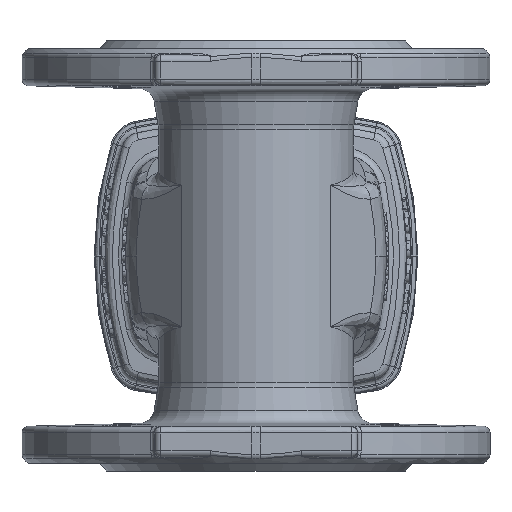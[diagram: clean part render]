
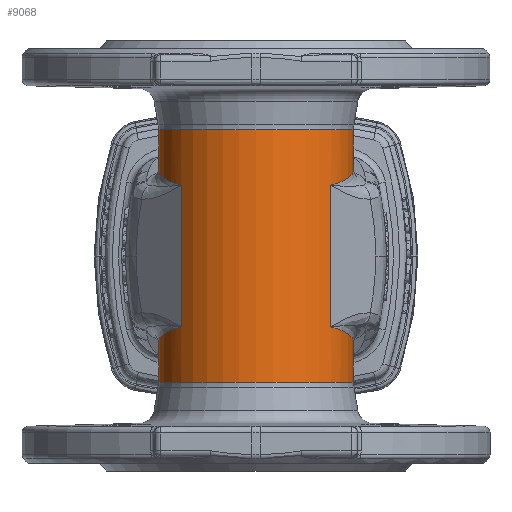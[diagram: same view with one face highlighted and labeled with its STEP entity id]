
A CAD part, front view. The second image highlights one B-rep face of the part: STEP entity #9068.
In plain terms, the highlighted cylindrical face has radius 38.5 mm (diameter 77 mm), a partial arc.
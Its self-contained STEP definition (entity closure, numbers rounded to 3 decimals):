
#517 = AXIS2_PLACEMENT_3D ( 'NONE', #104192, #33385, #113430 ) ;
#2119 = CARTESIAN_POINT ( 'NONE',  ( 29.493, -124.747, -257.536 ) ) ;
#3374 = CIRCLE ( 'NONE', #517, 38.5 ) ;
#6167 = LINE ( 'NONE', #73228, #110045 ) ;
#9068 = ADVANCED_FACE ( 'NONE', ( #88263 ), #61510, .T. ) ;
#9362 = VERTEX_POINT ( 'NONE', #77580 ) ;
#10542 = EDGE_CURVE ( 'NONE', #50062, #102039, #6167, .T. ) ;
#10692 = VECTOR ( 'NONE', #37413, 1000. ) ;
#11762 = CARTESIAN_POINT ( 'NONE',  ( 38.5, -100., 49.952 ) ) ;
#12226 = CARTESIAN_POINT ( 'NONE',  ( -38.5, -100., -33.762 ) ) ;
#12793 = CARTESIAN_POINT ( 'NONE',  ( 29.493, -124.747, -28. ) ) ;
#14658 = VERTEX_POINT ( 'NONE', #75580 ) ;
#15670 = CARTESIAN_POINT ( 'NONE',  ( -29.493, -124.747, -28. ) ) ;
#15988 = ORIENTED_EDGE ( 'NONE', *, *, #83528, .T. ) ;
#16164 = VERTEX_POINT ( 'NONE', #117963 ) ;
#16786 = VECTOR ( 'NONE', #22826, 1000. ) ;
#17818 = EDGE_LOOP ( 'NONE', ( #120768, #124361, #70267, #34099, #15988, #57464, #117045, #117626, #105576, #125248, #125507, #19076 ) ) ;
#19076 = ORIENTED_EDGE ( 'NONE', *, *, #55891, .F. ) ;
#19448 = CARTESIAN_POINT ( 'NONE',  ( -29.493, -124.747, 28. ) ) ;
#19810 = AXIS2_PLACEMENT_3D ( 'NONE', #125532, #45502, #84161 ) ;
#20630 = CARTESIAN_POINT ( 'NONE',  ( 0., -100., -257.536 ) ) ;
#22791 = CARTESIAN_POINT ( 'NONE',  ( -35.372, -117.741, -29.565 ) ) ;
#22826 = DIRECTION ( 'NONE',  ( 0., 0., 1. ) ) ;
#24120 =( BOUNDED_CURVE ( )  B_SPLINE_CURVE ( 3, ( #100139, #121702, #69813, #39937 ),
 .UNSPECIFIED., .F., .F. ) 
 B_SPLINE_CURVE_WITH_KNOTS ( ( 4, 4 ),
 ( 1.655, 2.353 ),
 .UNSPECIFIED. ) 
 CURVE ( )  GEOMETRIC_REPRESENTATION_ITEM ( )  RATIONAL_B_SPLINE_CURVE ( ( 1., 0.96, 0.96, 1. ) ) 
 REPRESENTATION_ITEM ( '' )  );
#26345 = VERTEX_POINT ( 'NONE', #11762 ) ;
#26796 = VECTOR ( 'NONE', #84483, 1000. ) ;
#28013 = LINE ( 'NONE', #67291, #10692 ) ;
#33385 = DIRECTION ( 'NONE',  ( 0., 0., -1. ) ) ;
#34099 = ORIENTED_EDGE ( 'NONE', *, *, #89041, .T. ) ;
#37413 = DIRECTION ( 'NONE',  ( 0., 0., 1. ) ) ;
#39186 = VERTEX_POINT ( 'NONE', #112291 ) ;
#39937 = CARTESIAN_POINT ( 'NONE',  ( 29.493, -124.747, -28. ) ) ;
#41328 = DIRECTION ( 'NONE',  ( 1., 0., 0. ) ) ;
#42471 = LINE ( 'NONE', #114386, #26796 ) ;
#43340 = CARTESIAN_POINT ( 'NONE',  ( -38.5, -109.146, 31.566 ) ) ;
#44148 =( BOUNDED_CURVE ( )  B_SPLINE_CURVE ( 3, ( #12226, #94458, #22791, #73357 ),
 .UNSPECIFIED., .F., .F. ) 
 B_SPLINE_CURVE_WITH_KNOTS ( ( 4, 4 ),
 ( 1.655, 2.353 ),
 .UNSPECIFIED. ) 
 CURVE ( )  GEOMETRIC_REPRESENTATION_ITEM ( )  RATIONAL_B_SPLINE_CURVE ( ( 1., 0.96, 0.96, 1. ) ) 
 REPRESENTATION_ITEM ( '' )  );
#45502 = DIRECTION ( 'NONE',  ( 0., 0., -1. ) ) ;
#46052 = VECTOR ( 'NONE', #113291, 1000. ) ;
#50062 = VERTEX_POINT ( 'NONE', #109592 ) ;
#52184 = CARTESIAN_POINT ( 'NONE',  ( -38.5, -100., 33.762 ) ) ;
#52484 = CARTESIAN_POINT ( 'NONE',  ( 29.493, -124.747, 28. ) ) ;
#55891 = EDGE_CURVE ( 'NONE', #129364, #101726, #44148, .T. ) ;
#57464 = ORIENTED_EDGE ( 'NONE', *, *, #60843, .F. ) ;
#60843 = EDGE_CURVE ( 'NONE', #76281, #14658, #71401, .T. ) ;
#61510 = CYLINDRICAL_SURFACE ( 'NONE', #66764, 38.5 ) ;
#62016 = CIRCLE ( 'NONE', #19810, 38.5 ) ;
#65538 = CARTESIAN_POINT ( 'NONE',  ( -38.5, -100., 49.952 ) ) ;
#66764 = AXIS2_PLACEMENT_3D ( 'NONE', #20630, #91024, #41328 ) ;
#67291 = CARTESIAN_POINT ( 'NONE',  ( -29.493, -124.747, -257.536 ) ) ;
#69813 = CARTESIAN_POINT ( 'NONE',  ( 35.372, -117.741, -29.565 ) ) ;
#70267 = ORIENTED_EDGE ( 'NONE', *, *, #79335, .T. ) ;
#70973 = LINE ( 'NONE', #86155, #97736 ) ;
#71401 =( BOUNDED_CURVE ( )  B_SPLINE_CURVE ( 3, ( #83643, #72231, #113987, #52484 ),
 .UNSPECIFIED., .F., .F. ) 
 B_SPLINE_CURVE_WITH_KNOTS ( ( 4, 4 ),
 ( 1.655, 2.353 ),
 .UNSPECIFIED. ) 
 CURVE ( )  GEOMETRIC_REPRESENTATION_ITEM ( )  RATIONAL_B_SPLINE_CURVE ( ( 1., 0.96, 0.96, 1. ) ) 
 REPRESENTATION_ITEM ( '' )  );
#72231 = CARTESIAN_POINT ( 'NONE',  ( 38.5, -109.146, 31.566 ) ) ;
#72412 = EDGE_CURVE ( 'NONE', #50062, #85240, #86444, .T. ) ;
#73228 = CARTESIAN_POINT ( 'NONE',  ( -38.5, -100., -257.536 ) ) ;
#73357 = CARTESIAN_POINT ( 'NONE',  ( -29.493, -124.747, -28. ) ) ;
#75580 = CARTESIAN_POINT ( 'NONE',  ( 29.493, -124.747, 28. ) ) ;
#76281 = VERTEX_POINT ( 'NONE', #113367 ) ;
#76478 = DIRECTION ( 'NONE',  ( 0., 0., 1. ) ) ;
#77580 = CARTESIAN_POINT ( 'NONE',  ( 38.5, -100., -49.952 ) ) ;
#79335 = EDGE_CURVE ( 'NONE', #9362, #39186, #42471, .T. ) ;
#83528 = EDGE_CURVE ( 'NONE', #125048, #14658, #95418, .T. ) ;
#83643 = CARTESIAN_POINT ( 'NONE',  ( 38.5, -100., 33.762 ) ) ;
#83774 = CARTESIAN_POINT ( 'NONE',  ( -35.372, -117.741, 29.565 ) ) ;
#84161 = DIRECTION ( 'NONE',  ( -1., 0., 0. ) ) ;
#84483 = DIRECTION ( 'NONE',  ( 0., 0., 1. ) ) ;
#84679 = DIRECTION ( 'NONE',  ( 0., 0., 1. ) ) ;
#85240 = VERTEX_POINT ( 'NONE', #19448 ) ;
#86155 = CARTESIAN_POINT ( 'NONE',  ( 38.5, -100., -257.536 ) ) ;
#86444 =( BOUNDED_CURVE ( )  B_SPLINE_CURVE ( 3, ( #52184, #43340, #83774, #103995 ),
 .UNSPECIFIED., .F., .F. ) 
 B_SPLINE_CURVE_WITH_KNOTS ( ( 4, 4 ),
 ( 1.655, 2.353 ),
 .UNSPECIFIED. ) 
 CURVE ( )  GEOMETRIC_REPRESENTATION_ITEM ( )  RATIONAL_B_SPLINE_CURVE ( ( 1., 0.96, 0.96, 1. ) ) 
 REPRESENTATION_ITEM ( '' )  );
#88263 = FACE_OUTER_BOUND ( 'NONE', #17818, .T. ) ;
#89041 = EDGE_CURVE ( 'NONE', #39186, #125048, #24120, .T. ) ;
#91024 = DIRECTION ( 'NONE',  ( 0., 0., 1. ) ) ;
#94458 = CARTESIAN_POINT ( 'NONE',  ( -38.5, -109.146, -31.566 ) ) ;
#95418 = LINE ( 'NONE', #2119, #16786 ) ;
#96221 = LINE ( 'NONE', #112429, #46052 ) ;
#97736 = VECTOR ( 'NONE', #76478, 1000. ) ;
#100139 = CARTESIAN_POINT ( 'NONE',  ( 38.5, -100., -33.762 ) ) ;
#101726 = VERTEX_POINT ( 'NONE', #15670 ) ;
#102039 = VERTEX_POINT ( 'NONE', #65538 ) ;
#102538 = EDGE_CURVE ( 'NONE', #16164, #129364, #96221, .T. ) ;
#103995 = CARTESIAN_POINT ( 'NONE',  ( -29.493, -124.747, 28. ) ) ;
#104192 = CARTESIAN_POINT ( 'NONE',  ( 0., -100., -49.952 ) ) ;
#105467 = CARTESIAN_POINT ( 'NONE',  ( -38.5, -100., -33.762 ) ) ;
#105576 = ORIENTED_EDGE ( 'NONE', *, *, #10542, .F. ) ;
#107157 = EDGE_CURVE ( 'NONE', #101726, #85240, #28013, .T. ) ;
#109592 = CARTESIAN_POINT ( 'NONE',  ( -38.5, -100., 33.762 ) ) ;
#110045 = VECTOR ( 'NONE', #84679, 1000. ) ;
#112291 = CARTESIAN_POINT ( 'NONE',  ( 38.5, -100., -33.762 ) ) ;
#112429 = CARTESIAN_POINT ( 'NONE',  ( -38.5, -100., -257.536 ) ) ;
#113291 = DIRECTION ( 'NONE',  ( 0., 0., 1. ) ) ;
#113367 = CARTESIAN_POINT ( 'NONE',  ( 38.5, -100., 33.762 ) ) ;
#113430 = DIRECTION ( 'NONE',  ( -1., 0., 0. ) ) ;
#113457 = EDGE_CURVE ( 'NONE', #26345, #102039, #62016, .T. ) ;
#113987 = CARTESIAN_POINT ( 'NONE',  ( 35.372, -117.741, 29.565 ) ) ;
#114386 = CARTESIAN_POINT ( 'NONE',  ( 38.5, -100., -257.536 ) ) ;
#116911 = EDGE_CURVE ( 'NONE', #9362, #16164, #3374, .T. ) ;
#117045 = ORIENTED_EDGE ( 'NONE', *, *, #117460, .T. ) ;
#117460 = EDGE_CURVE ( 'NONE', #76281, #26345, #70973, .T. ) ;
#117626 = ORIENTED_EDGE ( 'NONE', *, *, #113457, .T. ) ;
#117963 = CARTESIAN_POINT ( 'NONE',  ( -38.5, -100., -49.952 ) ) ;
#120768 = ORIENTED_EDGE ( 'NONE', *, *, #102538, .F. ) ;
#121702 = CARTESIAN_POINT ( 'NONE',  ( 38.5, -109.146, -31.566 ) ) ;
#124361 = ORIENTED_EDGE ( 'NONE', *, *, #116911, .F. ) ;
#125048 = VERTEX_POINT ( 'NONE', #12793 ) ;
#125248 = ORIENTED_EDGE ( 'NONE', *, *, #72412, .T. ) ;
#125507 = ORIENTED_EDGE ( 'NONE', *, *, #107157, .F. ) ;
#125532 = CARTESIAN_POINT ( 'NONE',  ( 0., -100., 49.952 ) ) ;
#129364 = VERTEX_POINT ( 'NONE', #105467 ) ;
